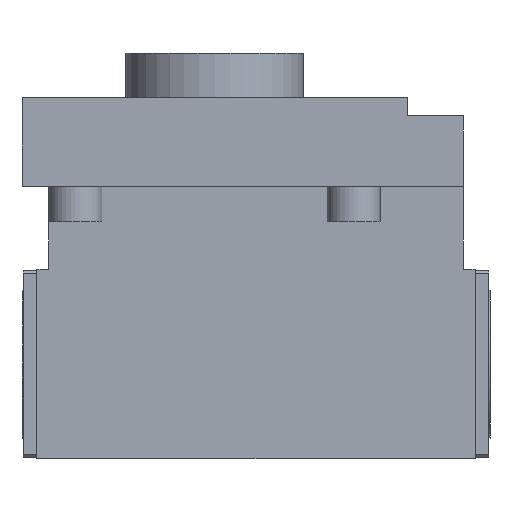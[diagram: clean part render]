
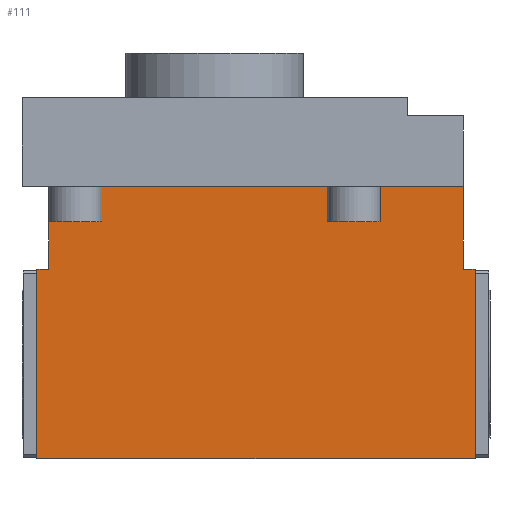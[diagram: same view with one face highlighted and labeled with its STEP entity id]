
A CAD part, front view. The second image highlights one B-rep face of the part: STEP entity #111.
In plain terms, the highlighted planar face has unit normal (0, -1, 0).
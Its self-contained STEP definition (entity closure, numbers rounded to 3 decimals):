
#63=FACE_OUTER_BOUND('',#322,.T.);
#111=ADVANCED_FACE('',(#63),#181,.F.);
#181=PLANE('',#1214);
#322=EDGE_LOOP('',(#434,#435,#436,#437,#438,#439,#440,#441));
#434=ORIENTED_EDGE('',*,*,#833,.F.);
#435=ORIENTED_EDGE('',*,*,#834,.F.);
#436=ORIENTED_EDGE('',*,*,#835,.F.);
#437=ORIENTED_EDGE('',*,*,#836,.F.);
#438=ORIENTED_EDGE('',*,*,#837,.T.);
#439=ORIENTED_EDGE('',*,*,#832,.F.);
#440=ORIENTED_EDGE('',*,*,#830,.F.);
#441=ORIENTED_EDGE('',*,*,#838,.F.);
#722=VERTEX_POINT('',#1701);
#723=VERTEX_POINT('',#1703);
#724=VERTEX_POINT('',#1707);
#725=VERTEX_POINT('',#1711);
#726=VERTEX_POINT('',#1712);
#727=VERTEX_POINT('',#1714);
#728=VERTEX_POINT('',#1716);
#729=VERTEX_POINT('',#1718);
#830=EDGE_CURVE('',#723,#722,#977,.T.);
#832=EDGE_CURVE('',#722,#724,#979,.T.);
#833=EDGE_CURVE('',#725,#726,#980,.T.);
#834=EDGE_CURVE('',#727,#725,#981,.T.);
#835=EDGE_CURVE('',#728,#727,#982,.T.);
#836=EDGE_CURVE('',#729,#728,#983,.T.);
#837=EDGE_CURVE('',#729,#724,#984,.T.);
#838=EDGE_CURVE('',#726,#723,#985,.T.);
#977=LINE('',#1704,#1079);
#979=LINE('',#1708,#1081);
#980=LINE('',#1710,#1082);
#981=LINE('',#1713,#1083);
#982=LINE('',#1715,#1084);
#983=LINE('',#1717,#1085);
#984=LINE('',#1719,#1086);
#985=LINE('',#1720,#1087);
#1079=VECTOR('',#1353,1.);
#1081=VECTOR('',#1357,1.);
#1082=VECTOR('',#1360,1.);
#1083=VECTOR('',#1361,1.);
#1084=VECTOR('',#1362,1.);
#1085=VECTOR('',#1363,1.);
#1086=VECTOR('',#1364,1.);
#1087=VECTOR('',#1365,1.);
#1214=AXIS2_PLACEMENT_3D('',#1721,#1366,#1367);
#1353=DIRECTION('',(1.,0.,0.));
#1357=DIRECTION('',(0.,0.,1.));
#1360=DIRECTION('',(-1.,0.,0.));
#1361=DIRECTION('',(0.,0.,-1.));
#1362=DIRECTION('',(1.,0.,0.));
#1363=DIRECTION('',(0.,0.,-1.));
#1364=DIRECTION('',(-1.,0.,0.));
#1365=DIRECTION('',(0.,0.,1.));
#1366=DIRECTION('',(0.,1.,0.));
#1367=DIRECTION('',(1.,0.,0.));
#1701=CARTESIAN_POINT('',(-56.,-32.,-58.));
#1703=CARTESIAN_POINT('',(-60.,-32.,-58.));
#1704=CARTESIAN_POINT('',(-60.,-32.,-58.));
#1707=CARTESIAN_POINT('',(-56.,-32.,-30.));
#1708=CARTESIAN_POINT('',(-56.,-32.,-30.));
#1710=CARTESIAN_POINT('',(-60.,-32.,-122.));
#1711=CARTESIAN_POINT('',(88.,-32.,-122.));
#1712=CARTESIAN_POINT('',(-60.,-32.,-122.));
#1713=CARTESIAN_POINT('',(88.,-32.,-58.));
#1714=CARTESIAN_POINT('',(88.,-32.,-58.));
#1715=CARTESIAN_POINT('',(88.,-32.,-58.));
#1716=CARTESIAN_POINT('',(84.,-32.,-58.));
#1717=CARTESIAN_POINT('',(84.,-32.,-58.));
#1718=CARTESIAN_POINT('',(84.,-32.,-30.));
#1719=CARTESIAN_POINT('',(211.252,-32.,-30.));
#1720=CARTESIAN_POINT('',(-60.,-32.,-122.));
#1721=CARTESIAN_POINT('',(211.252,-32.,-59.5));
